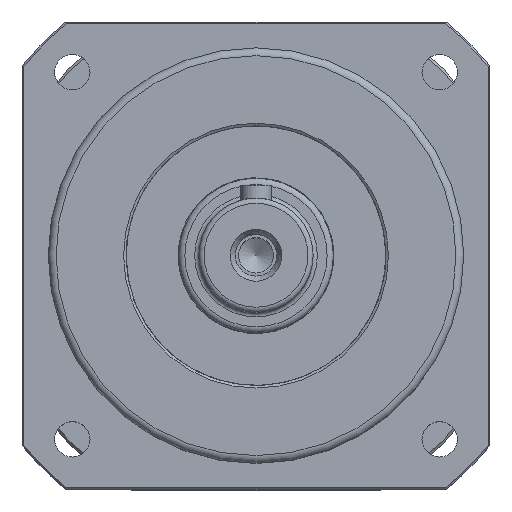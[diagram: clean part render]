
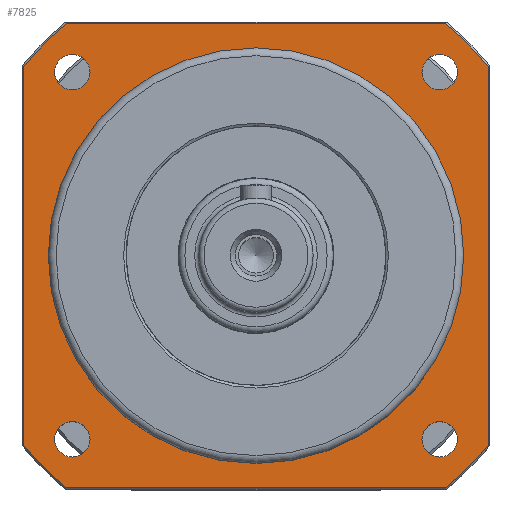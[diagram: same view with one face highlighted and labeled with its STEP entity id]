
A CAD part, top view. The second image highlights one B-rep face of the part: STEP entity #7825.
In plain terms, the highlighted planar face has unit normal (0, 0, 1).
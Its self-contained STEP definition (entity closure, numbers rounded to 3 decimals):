
#6319=CARTESIAN_POINT('',(-31.955,35.355,0.0));
#6320=VERTEX_POINT('',#6319);
#6321=CARTESIAN_POINT('',(-35.355,35.355,0.0));
#6322=DIRECTION('',(0.0,0.0,1.0));
#6323=DIRECTION('',(1.0,0.0,0.0));
#6324=AXIS2_PLACEMENT_3D('',#6321,#6322,#6323);
#6325=CIRCLE('',#6324,3.4);
#6326=EDGE_CURVE('',#6320,#6320,#6325,.T.);
#6347=CARTESIAN_POINT('',(-31.955,-35.355,0.0));
#6348=VERTEX_POINT('',#6347);
#6349=CARTESIAN_POINT('',(-35.355,-35.355,0.0));
#6350=DIRECTION('',(0.0,0.0,1.0));
#6351=DIRECTION('',(1.0,0.0,0.0));
#6352=AXIS2_PLACEMENT_3D('',#6349,#6350,#6351);
#6353=CIRCLE('',#6352,3.4);
#6354=EDGE_CURVE('',#6348,#6348,#6353,.T.);
#6375=CARTESIAN_POINT('',(38.755,-35.355,0.0));
#6376=VERTEX_POINT('',#6375);
#6377=CARTESIAN_POINT('',(35.355,-35.355,0.0));
#6378=DIRECTION('',(0.0,0.0,1.0));
#6379=DIRECTION('',(1.0,0.0,0.0));
#6380=AXIS2_PLACEMENT_3D('',#6377,#6378,#6379);
#6381=CIRCLE('',#6380,3.4);
#6382=EDGE_CURVE('',#6376,#6376,#6381,.T.);
#6403=CARTESIAN_POINT('',(38.755,35.355,0.0));
#6404=VERTEX_POINT('',#6403);
#6405=CARTESIAN_POINT('',(35.355,35.355,0.0));
#6406=DIRECTION('',(0.0,0.0,1.0));
#6407=DIRECTION('',(1.0,0.0,0.0));
#6408=AXIS2_PLACEMENT_3D('',#6405,#6406,#6407);
#6409=CIRCLE('',#6408,3.4);
#6410=EDGE_CURVE('',#6404,#6404,#6409,.T.);
#6423=CARTESIAN_POINT('',(-40.0,0.0,0.0));
#6424=VERTEX_POINT('',#6423);
#6425=CARTESIAN_POINT('',(0.0,0.0,0.0));
#6426=DIRECTION('',(0.0,0.0,1.0));
#6427=DIRECTION('',(1.0,0.0,0.0));
#6428=AXIS2_PLACEMENT_3D('',#6425,#6426,#6427);
#6429=CIRCLE('',#6428,40.0);
#6430=EDGE_CURVE('',#6424,#6424,#6429,.T.);
#7735=CARTESIAN_POINT('',(45.,-45.0,0.0));
#7736=DIRECTION('',(0.0,0.0,1.0));
#7737=DIRECTION('',(1.0,0.0,0.0));
#7738=AXIS2_PLACEMENT_3D('',#7735,#7736,#7737);
#7739=PLANE('',#7738);
#7740=CARTESIAN_POINT('',(-36.486,-44.7,0.0));
#7741=VERTEX_POINT('',#7740);
#7742=CARTESIAN_POINT('',(36.486,-44.7,0.0));
#7743=VERTEX_POINT('',#7742);
#7744=CARTESIAN_POINT('',(-36.486,-44.7,0.0));
#7745=DIRECTION('',(1.0,0.0,0.0));
#7746=VECTOR('',#7745,72.971);
#7747=LINE('',#7744,#7746);
#7748=EDGE_CURVE('',#7741,#7743,#7747,.T.);
#7749=ORIENTED_EDGE('',*,*,#7748,.T.);
#7750=CARTESIAN_POINT('',(44.7,-36.486,0.0));
#7751=VERTEX_POINT('',#7750);
#7752=CARTESIAN_POINT('',(0.0,0.0,0.0));
#7753=DIRECTION('',(0.0,0.0,1.0));
#7754=DIRECTION('',(1.0,0.0,0.0));
#7755=AXIS2_PLACEMENT_3D('',#7752,#7753,#7754);
#7756=CIRCLE('',#7755,57.7);
#7757=EDGE_CURVE('',#7743,#7751,#7756,.T.);
#7758=ORIENTED_EDGE('',*,*,#7757,.T.);
#7759=CARTESIAN_POINT('',(44.7,36.486,0.0));
#7760=VERTEX_POINT('',#7759);
#7761=CARTESIAN_POINT('',(44.7,-36.486,0.0));
#7762=DIRECTION('',(0.0,1.0,0.0));
#7763=VECTOR('',#7762,72.971);
#7764=LINE('',#7761,#7763);
#7765=EDGE_CURVE('',#7751,#7760,#7764,.T.);
#7766=ORIENTED_EDGE('',*,*,#7765,.T.);
#7767=CARTESIAN_POINT('',(36.486,44.7,0.0));
#7768=VERTEX_POINT('',#7767);
#7769=CARTESIAN_POINT('',(0.0,0.0,0.0));
#7770=DIRECTION('',(0.0,0.0,1.0));
#7771=DIRECTION('',(1.0,0.0,0.0));
#7772=AXIS2_PLACEMENT_3D('',#7769,#7770,#7771);
#7773=CIRCLE('',#7772,57.7);
#7774=EDGE_CURVE('',#7760,#7768,#7773,.T.);
#7775=ORIENTED_EDGE('',*,*,#7774,.T.);
#7776=CARTESIAN_POINT('',(-36.486,44.7,0.0));
#7777=VERTEX_POINT('',#7776);
#7778=CARTESIAN_POINT('',(36.486,44.7,0.0));
#7779=DIRECTION('',(-1.0,0.0,0.0));
#7780=VECTOR('',#7779,72.971);
#7781=LINE('',#7778,#7780);
#7782=EDGE_CURVE('',#7768,#7777,#7781,.T.);
#7783=ORIENTED_EDGE('',*,*,#7782,.T.);
#7784=CARTESIAN_POINT('',(-44.7,36.486,0.0));
#7785=VERTEX_POINT('',#7784);
#7786=CARTESIAN_POINT('',(0.0,0.0,0.0));
#7787=DIRECTION('',(0.0,0.0,1.0));
#7788=DIRECTION('',(1.0,0.0,0.0));
#7789=AXIS2_PLACEMENT_3D('',#7786,#7787,#7788);
#7790=CIRCLE('',#7789,57.7);
#7791=EDGE_CURVE('',#7777,#7785,#7790,.T.);
#7792=ORIENTED_EDGE('',*,*,#7791,.T.);
#7793=CARTESIAN_POINT('',(-44.7,-36.486,0.0));
#7794=VERTEX_POINT('',#7793);
#7795=CARTESIAN_POINT('',(-44.7,36.486,0.0));
#7796=DIRECTION('',(0.0,-1.0,0.0));
#7797=VECTOR('',#7796,72.971);
#7798=LINE('',#7795,#7797);
#7799=EDGE_CURVE('',#7785,#7794,#7798,.T.);
#7800=ORIENTED_EDGE('',*,*,#7799,.T.);
#7801=CARTESIAN_POINT('',(0.0,0.0,0.0));
#7802=DIRECTION('',(0.0,0.0,1.0));
#7803=DIRECTION('',(1.0,0.0,0.0));
#7804=AXIS2_PLACEMENT_3D('',#7801,#7802,#7803);
#7805=CIRCLE('',#7804,57.7);
#7806=EDGE_CURVE('',#7794,#7741,#7805,.T.);
#7807=ORIENTED_EDGE('',*,*,#7806,.T.);
#7808=EDGE_LOOP('',(#7749,#7758,#7766,#7775,#7783,#7792,#7800,#7807));
#7809=FACE_OUTER_BOUND('',#7808,.T.);
#7810=ORIENTED_EDGE('',*,*,#6326,.F.);
#7811=EDGE_LOOP('',(#7810));
#7812=FACE_BOUND('',#7811,.T.);
#7813=ORIENTED_EDGE('',*,*,#6354,.F.);
#7814=EDGE_LOOP('',(#7813));
#7815=FACE_BOUND('',#7814,.T.);
#7816=ORIENTED_EDGE('',*,*,#6382,.F.);
#7817=EDGE_LOOP('',(#7816));
#7818=FACE_BOUND('',#7817,.T.);
#7819=ORIENTED_EDGE('',*,*,#6410,.F.);
#7820=EDGE_LOOP('',(#7819));
#7821=FACE_BOUND('',#7820,.T.);
#7822=ORIENTED_EDGE('',*,*,#6430,.F.);
#7823=EDGE_LOOP('',(#7822));
#7824=FACE_BOUND('',#7823,.T.);
#7825=ADVANCED_FACE('',(#7809,#7812,#7815,#7818,#7821,#7824),#7739,.T.);
